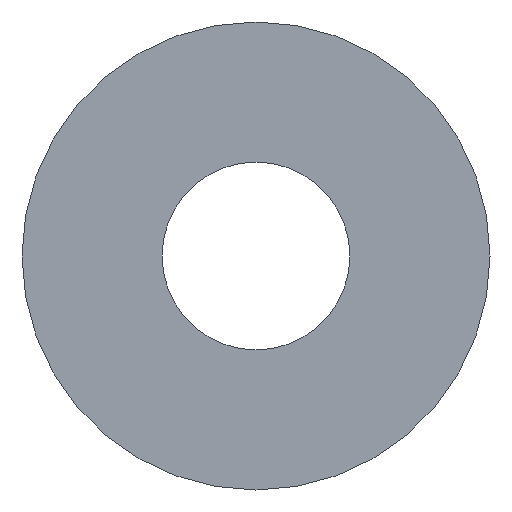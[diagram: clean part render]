
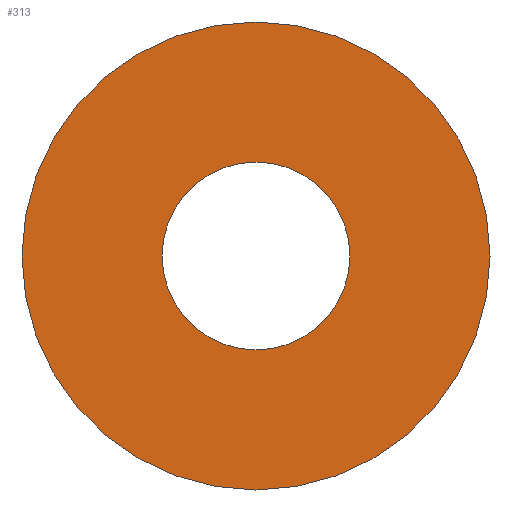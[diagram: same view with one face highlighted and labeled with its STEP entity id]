
A CAD part, left-side view. The second image highlights one B-rep face of the part: STEP entity #313.
In plain terms, the highlighted planar face has unit normal (-1, 0, 0).
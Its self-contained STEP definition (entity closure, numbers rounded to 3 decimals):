
#33 = CARTESIAN_POINT ( 'NONE',  ( 0., 0., -6. ) ) ;
#86 = DIRECTION ( 'NONE',  ( -1., 0., 0. ) ) ;
#107 = CIRCLE ( 'NONE', #266, 6. ) ;
#112 = EDGE_CURVE ( 'NONE', #567, #567, #123, .T. ) ;
#123 = CIRCLE ( 'NONE', #512, 14.95 ) ;
#156 = EDGE_LOOP ( 'NONE', ( #285 ) ) ;
#178 = DIRECTION ( 'NONE',  ( 0., 0., 1. ) ) ;
#211 = FACE_BOUND ( 'NONE', #386, .T. ) ;
#236 = EDGE_CURVE ( 'NONE', #304, #304, #107, .T. ) ;
#266 = AXIS2_PLACEMENT_3D ( 'NONE', #367, #353, #489 ) ;
#268 = CARTESIAN_POINT ( 'NONE',  ( 0., -21., 0. ) ) ;
#285 = ORIENTED_EDGE ( 'NONE', *, *, #112, .T. ) ;
#304 = VERTEX_POINT ( 'NONE', #33 ) ;
#308 = DIRECTION ( 'NONE',  ( -1., 0., 0. ) ) ;
#309 = PLANE ( 'NONE',  #462 ) ;
#313 = ADVANCED_FACE ( 'NONE', ( #211, #581 ), #309, .T. ) ;
#353 = DIRECTION ( 'NONE',  ( 1., 0., 0. ) ) ;
#367 = CARTESIAN_POINT ( 'NONE',  ( 0., 0., 0. ) ) ;
#386 = EDGE_LOOP ( 'NONE', ( #559 ) ) ;
#462 = AXIS2_PLACEMENT_3D ( 'NONE', #268, #86, #178 ) ;
#489 = DIRECTION ( 'NONE',  ( 0., 0., -1. ) ) ;
#512 = AXIS2_PLACEMENT_3D ( 'NONE', #586, #308, #545 ) ;
#536 = CARTESIAN_POINT ( 'NONE',  ( 0., 0., 14.95 ) ) ;
#545 = DIRECTION ( 'NONE',  ( 0., 0., 1. ) ) ;
#559 = ORIENTED_EDGE ( 'NONE', *, *, #236, .T. ) ;
#567 = VERTEX_POINT ( 'NONE', #536 ) ;
#581 = FACE_OUTER_BOUND ( 'NONE', #156, .T. ) ;
#586 = CARTESIAN_POINT ( 'NONE',  ( 0., 0., 0. ) ) ;
